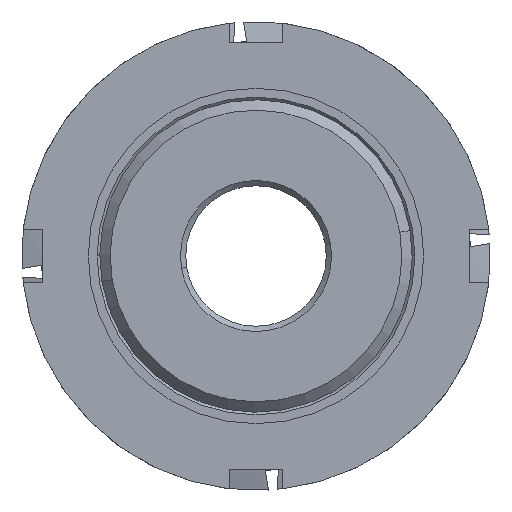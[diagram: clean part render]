
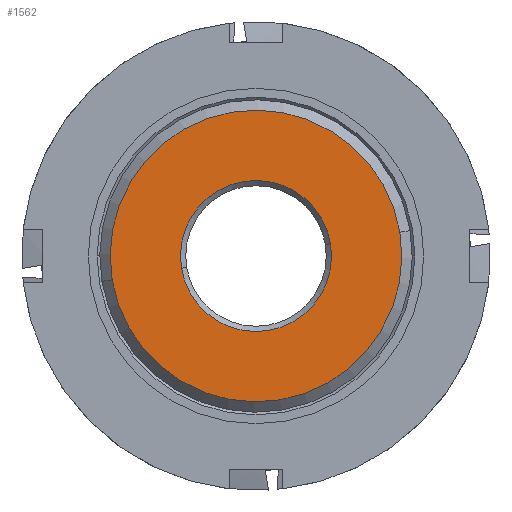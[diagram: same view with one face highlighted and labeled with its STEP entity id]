
A CAD part, front view. The second image highlights one B-rep face of the part: STEP entity #1562.
In plain terms, the highlighted planar face has unit normal (0, -1, 0).
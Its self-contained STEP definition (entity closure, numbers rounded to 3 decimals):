
#27 = EDGE_CURVE ( 'NONE', #2509, #1046, #855, .T. ) ;
#65 = CARTESIAN_POINT ( 'NONE',  ( 14., -23.066, 0. ) ) ;
#157 = DIRECTION ( 'NONE',  ( -1., 0., 0. ) ) ;
#280 = DIRECTION ( 'NONE',  ( 0., 1., 0. ) ) ;
#287 = AXIS2_PLACEMENT_3D ( 'NONE', #2566, #1686, #1127 ) ;
#398 = DIRECTION ( 'NONE',  ( 0., 1., 0. ) ) ;
#460 = ORIENTED_EDGE ( 'NONE', *, *, #27, .F. ) ;
#488 = CARTESIAN_POINT ( 'NONE',  ( 6.75, -23.066, 0. ) ) ;
#498 = VERTEX_POINT ( 'NONE', #2164 ) ;
#685 = DIRECTION ( 'NONE',  ( -1., 0., 0. ) ) ;
#855 = CIRCLE ( 'NONE', #3701, 14. ) ;
#909 = EDGE_LOOP ( 'NONE', ( #460, #1553 ) ) ;
#968 = EDGE_CURVE ( 'NONE', #1046, #2509, #3384, .T. ) ;
#1028 = CIRCLE ( 'NONE', #287, 7.25 ) ;
#1046 = VERTEX_POINT ( 'NONE', #65 ) ;
#1066 = DIRECTION ( 'NONE',  ( -1., 0., 0. ) ) ;
#1092 = CARTESIAN_POINT ( 'NONE',  ( 0., -23.066, 0. ) ) ;
#1127 = DIRECTION ( 'NONE',  ( -1., 0., 0. ) ) ;
#1482 = DIRECTION ( 'NONE',  ( -1., 0., 0. ) ) ;
#1553 = ORIENTED_EDGE ( 'NONE', *, *, #968, .F. ) ;
#1562 = ADVANCED_FACE ( 'NONE', ( #1825, #3696 ), #1957, .F. ) ;
#1584 = AXIS2_PLACEMENT_3D ( 'NONE', #2353, #280, #1482 ) ;
#1663 = EDGE_LOOP ( 'NONE', ( #2488, #3534 ) ) ;
#1686 = DIRECTION ( 'NONE',  ( 0., 1., 0. ) ) ;
#1825 = FACE_BOUND ( 'NONE', #1663, .T. ) ;
#1957 = PLANE ( 'NONE',  #3724 ) ;
#2117 = EDGE_CURVE ( 'NONE', #2398, #498, #1028, .T. ) ;
#2164 = CARTESIAN_POINT ( 'NONE',  ( -7.25, -23.066, 0. ) ) ;
#2234 = CIRCLE ( 'NONE', #1584, 7.25 ) ;
#2272 = DIRECTION ( 'NONE',  ( 0., 1., 0. ) ) ;
#2280 = DIRECTION ( 'NONE',  ( 0., 1., 0. ) ) ;
#2353 = CARTESIAN_POINT ( 'NONE',  ( 0., -23.066, 0. ) ) ;
#2398 = VERTEX_POINT ( 'NONE', #2999 ) ;
#2488 = ORIENTED_EDGE ( 'NONE', *, *, #2117, .T. ) ;
#2509 = VERTEX_POINT ( 'NONE', #3579 ) ;
#2566 = CARTESIAN_POINT ( 'NONE',  ( 0., -23.066, 0. ) ) ;
#2999 = CARTESIAN_POINT ( 'NONE',  ( 7.25, -23.066, 0. ) ) ;
#3284 = EDGE_CURVE ( 'NONE', #498, #2398, #2234, .T. ) ;
#3384 = CIRCLE ( 'NONE', #3484, 14. ) ;
#3484 = AXIS2_PLACEMENT_3D ( 'NONE', #3622, #398, #685 ) ;
#3534 = ORIENTED_EDGE ( 'NONE', *, *, #3284, .T. ) ;
#3579 = CARTESIAN_POINT ( 'NONE',  ( -14., -23.066, 0. ) ) ;
#3622 = CARTESIAN_POINT ( 'NONE',  ( 0., -23.066, 0. ) ) ;
#3696 = FACE_OUTER_BOUND ( 'NONE', #909, .T. ) ;
#3701 = AXIS2_PLACEMENT_3D ( 'NONE', #1092, #2272, #1066 ) ;
#3724 = AXIS2_PLACEMENT_3D ( 'NONE', #488, #2280, #157 ) ;
